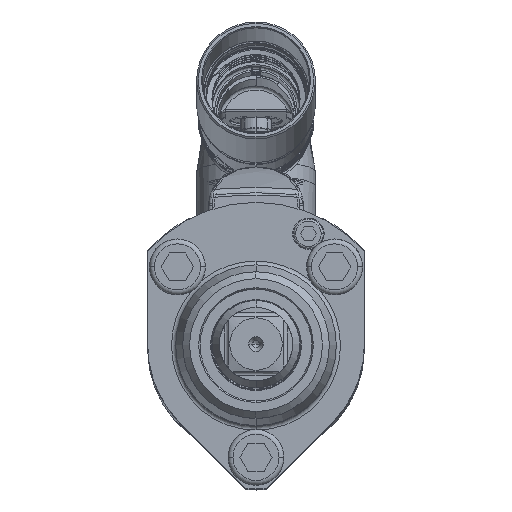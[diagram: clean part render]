
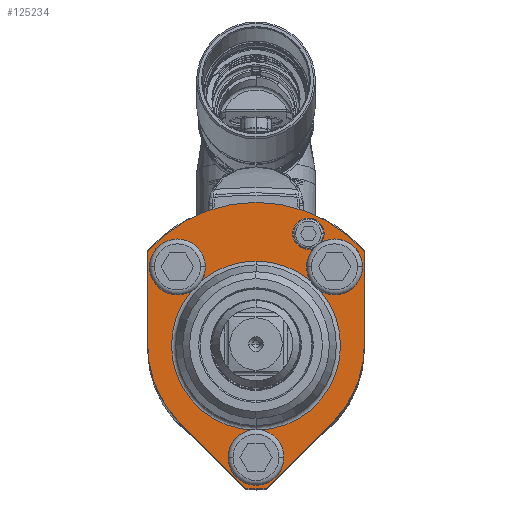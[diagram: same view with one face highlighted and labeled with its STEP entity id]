
A CAD part, top view. The second image highlights one B-rep face of the part: STEP entity #125234.
In plain terms, the highlighted planar face has unit normal (0, 0, 1).
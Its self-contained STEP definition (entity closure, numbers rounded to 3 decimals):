
#123082=DIRECTION('',(0.,-1.,0.));
#123083=VECTOR('',#123082,26.833);
#123084=CARTESIAN_POINT('',(-31.,26.833,18.));
#123085=LINE('',#123084,#123083);
#123102=DIRECTION('',(0.,1.,0.));
#123103=VECTOR('',#123102,26.833);
#123104=CARTESIAN_POINT('',(31.,0.,18.));
#123105=LINE('',#123104,#123103);
#123126=CARTESIAN_POINT('',(0.,0.,18.));
#123127=DIRECTION('',(0.,0.,-1.));
#123128=DIRECTION('',(-0.756,0.654,0.));
#123129=AXIS2_PLACEMENT_3D('',#123126,#123127,#123128);
#123131=CARTESIAN_POINT('',(0.,0.,18.));
#123132=DIRECTION('',(0.,0.,-1.));
#123133=DIRECTION('',(1.,0.,0.));
#123134=AXIS2_PLACEMENT_3D('',#123131,#123132,#123133);
#123136=DIRECTION('',(-0.707,-0.707,0.));
#123137=VECTOR('',#123136,26.833);
#123138=CARTESIAN_POINT('',(21.92,-21.92,18.));
#123139=LINE('',#123138,#123137);
#123140=CARTESIAN_POINT('',(0.,0.,18.));
#123141=DIRECTION('',(0.,0.,-1.));
#123142=DIRECTION('',(0.072,-0.997,0.));
#123143=AXIS2_PLACEMENT_3D('',#123140,#123141,#123142);
#123145=DIRECTION('',(-0.707,0.707,0.));
#123146=VECTOR('',#123145,26.833);
#123147=CARTESIAN_POINT('',(-2.947,-40.894,18.));
#123148=LINE('',#123147,#123146);
#123149=CARTESIAN_POINT('',(0.,0.,18.));
#123150=DIRECTION('',(0.,0.,-1.));
#123151=DIRECTION('',(-0.707,-0.707,0.));
#123152=AXIS2_PLACEMENT_3D('',#123149,#123150,#123151);
#123154=CARTESIAN_POINT('',(0.,-32.,18.));
#123155=DIRECTION('',(0.,0.,-1.));
#123156=DIRECTION('',(-1.,0.,0.));
#123157=AXIS2_PLACEMENT_3D('',#123154,#123155,#123156);
#123159=CARTESIAN_POINT('',(0.,-32.,18.));
#123160=DIRECTION('',(0.,0.,-1.));
#123161=DIRECTION('',(1.,0.,0.));
#123162=AXIS2_PLACEMENT_3D('',#123159,#123160,#123161);
#123164=CARTESIAN_POINT('',(22.5,22.5,18.));
#123165=DIRECTION('',(0.,0.,-1.));
#123166=DIRECTION('',(1.,0.,0.));
#123167=AXIS2_PLACEMENT_3D('',#123164,#123165,#123166);
#123169=CARTESIAN_POINT('',(22.5,22.5,18.));
#123170=DIRECTION('',(0.,0.,-1.));
#123171=DIRECTION('',(-0.462,0.887,0.));
#123172=AXIS2_PLACEMENT_3D('',#123169,#123170,#123171);
#123174=CARTESIAN_POINT('',(15.,32.,18.));
#123175=DIRECTION('',(0.,0.,1.));
#123176=DIRECTION('',(0.845,-0.535,0.));
#123177=AXIS2_PLACEMENT_3D('',#123174,#123175,#123176);
#123179=CARTESIAN_POINT('',(15.,32.,18.));
#123180=DIRECTION('',(0.,0.,1.));
#123181=DIRECTION('',(0.,1.,0.));
#123182=AXIS2_PLACEMENT_3D('',#123179,#123180,#123181);
#123184=CARTESIAN_POINT('',(15.,32.,18.));
#123185=DIRECTION('',(0.,0.,1.));
#123186=DIRECTION('',(0.,-1.,0.));
#123187=AXIS2_PLACEMENT_3D('',#123184,#123185,#123186);
#123189=CARTESIAN_POINT('',(22.5,22.5,18.));
#123190=DIRECTION('',(0.,0.,-1.));
#123191=DIRECTION('',(-1.,0.,0.));
#123192=AXIS2_PLACEMENT_3D('',#123189,#123190,#123191);
#123194=CARTESIAN_POINT('',(22.5,22.5,18.));
#123195=DIRECTION('',(0.,0.,-1.));
#123196=DIRECTION('',(-0.869,-0.494,0.));
#123197=AXIS2_PLACEMENT_3D('',#123194,#123195,#123196);
#123199=CARTESIAN_POINT('',(0.,0.,18.));
#123200=DIRECTION('',(0.,0.,1.));
#123201=DIRECTION('',(0.642,0.766,0.));
#123202=AXIS2_PLACEMENT_3D('',#123199,#123200,#123201);
#123204=CARTESIAN_POINT('',(0.,0.,18.));
#123205=DIRECTION('',(0.,0.,1.));
#123206=DIRECTION('',(0.,1.,0.));
#123207=AXIS2_PLACEMENT_3D('',#123204,#123205,#123206);
#123209=CARTESIAN_POINT('',(-22.5,22.5,18.));
#123210=DIRECTION('',(0.,0.,-1.));
#123211=DIRECTION('',(1.,0.,0.));
#123212=AXIS2_PLACEMENT_3D('',#123209,#123210,#123211);
#123214=CARTESIAN_POINT('',(-22.5,22.5,18.));
#123215=DIRECTION('',(0.,0.,-1.));
#123216=DIRECTION('',(-1.,0.,0.));
#123217=AXIS2_PLACEMENT_3D('',#123214,#123215,#123216);
#123219=CARTESIAN_POINT('',(-22.5,22.5,18.));
#123220=DIRECTION('',(0.,0.,-1.));
#123221=DIRECTION('',(0.494,-0.869,0.));
#123222=AXIS2_PLACEMENT_3D('',#123219,#123220,#123221);
#123224=CARTESIAN_POINT('',(0.,0.,18.));
#123225=DIRECTION('',(0.,0.,1.));
#123226=DIRECTION('',(-0.766,0.642,0.));
#123227=AXIS2_PLACEMENT_3D('',#123224,#123225,#123226);
#123229=CARTESIAN_POINT('',(0.,0.,18.));
#123230=DIRECTION('',(0.,0.,1.));
#123231=DIRECTION('',(0.,-1.,0.));
#123232=AXIS2_PLACEMENT_3D('',#123229,#123230,#123231);
#124429=CARTESIAN_POINT('',(0.,24.2,18.));
#124431=VERTEX_POINT('',#124429);
#124432=CARTESIAN_POINT('',(-31.,26.833,18.));
#124433=CARTESIAN_POINT('',(-31.,0.,18.));
#124434=VERTEX_POINT('',#124432);
#124435=VERTEX_POINT('',#124433);
#124436=CARTESIAN_POINT('',(31.,0.,18.));
#124437=CARTESIAN_POINT('',(31.,26.833,18.));
#124438=VERTEX_POINT('',#124436);
#124439=VERTEX_POINT('',#124437);
#124440=CARTESIAN_POINT('',(21.92,-21.92,18.));
#124441=VERTEX_POINT('',#124440);
#124442=CARTESIAN_POINT('',(2.947,-40.894,18.));
#124443=VERTEX_POINT('',#124442);
#124444=CARTESIAN_POINT('',(-2.947,-40.894,18.));
#124445=CARTESIAN_POINT('',(-21.92,-21.92,18.));
#124446=VERTEX_POINT('',#124444);
#124447=VERTEX_POINT('',#124445);
#124448=CARTESIAN_POINT('',(15.,36.5,18.));
#124449=CARTESIAN_POINT('',(15.,27.5,18.));
#124450=VERTEX_POINT('',#124448);
#124451=VERTEX_POINT('',#124449);
#124666=CARTESIAN_POINT('',(-14.5,22.5,18.));
#124667=CARTESIAN_POINT('',(-15.544,18.548,18.));
#124668=VERTEX_POINT('',#124666);
#124669=VERTEX_POINT('',#124667);
#124670=CARTESIAN_POINT('',(-18.546,15.545,18.));
#124671=CARTESIAN_POINT('',(-30.5,22.5,18.));
#124672=VERTEX_POINT('',#124670);
#124673=VERTEX_POINT('',#124671);
#124678=CARTESIAN_POINT('',(30.5,22.5,18.));
#124679=CARTESIAN_POINT('',(18.546,15.545,18.));
#124680=VERTEX_POINT('',#124678);
#124681=VERTEX_POINT('',#124679);
#124682=CARTESIAN_POINT('',(15.545,18.548,18.));
#124683=CARTESIAN_POINT('',(14.5,22.5,18.));
#124684=VERTEX_POINT('',#124682);
#124685=VERTEX_POINT('',#124683);
#124686=CARTESIAN_POINT('',(16.457,27.742,18.));
#124687=VERTEX_POINT('',#124686);
#124688=CARTESIAN_POINT('',(18.803,29.595,18.));
#124689=VERTEX_POINT('',#124688);
#124694=CARTESIAN_POINT('',(-5.15,-32.,18.));
#124695=VERTEX_POINT('',#124694);
#124696=CARTESIAN_POINT('',(5.15,-32.,18.));
#124697=VERTEX_POINT('',#124696);
#124698=CARTESIAN_POINT('',(0.,-24.2,18.));
#124699=VERTEX_POINT('',#124698);
#125183=CARTESIAN_POINT('',(0.,0.016,18.));
#125184=DIRECTION('',(0.,0.,1.));
#125185=DIRECTION('',(0.,1.,0.));
#125186=AXIS2_PLACEMENT_3D('',#125183,#125184,#125185);
#125187=PLANE('',#125186);
#125188=ORIENTED_EDGE('',*,*,#125022,.F.);
#125189=ORIENTED_EDGE('',*,*,#125046,.T.);
#125190=ORIENTED_EDGE('',*,*,#125067,.F.);
#125191=ORIENTED_EDGE('',*,*,#125087,.T.);
#125192=ORIENTED_EDGE('',*,*,#125107,.T.);
#125193=ORIENTED_EDGE('',*,*,#125128,.T.);
#125194=ORIENTED_EDGE('',*,*,#125151,.T.);
#125195=ORIENTED_EDGE('',*,*,#125170,.T.);
#125196=EDGE_LOOP('',(#125188,#125189,#125190,#125191,#125192,#125193,#125194,
#125195));
#125197=FACE_OUTER_BOUND('',#125196,.F.);
#125199=ORIENTED_EDGE('',*,*,#125198,.F.);
#125201=ORIENTED_EDGE('',*,*,#125200,.F.);
#125202=EDGE_LOOP('',(#125199,#125201));
#125203=FACE_BOUND('',#125202,.F.);
#125205=ORIENTED_EDGE('',*,*,#125204,.F.);
#125207=ORIENTED_EDGE('',*,*,#125206,.F.);
#125209=ORIENTED_EDGE('',*,*,#125208,.T.);
#125211=ORIENTED_EDGE('',*,*,#125210,.T.);
#125213=ORIENTED_EDGE('',*,*,#125212,.T.);
#125215=ORIENTED_EDGE('',*,*,#125214,.F.);
#125217=ORIENTED_EDGE('',*,*,#125216,.F.);
#125219=ORIENTED_EDGE('',*,*,#125218,.T.);
#125221=ORIENTED_EDGE('',*,*,#125220,.T.);
#125223=ORIENTED_EDGE('',*,*,#125222,.F.);
#125225=ORIENTED_EDGE('',*,*,#125224,.F.);
#125227=ORIENTED_EDGE('',*,*,#125226,.F.);
#125229=ORIENTED_EDGE('',*,*,#125228,.T.);
#125231=ORIENTED_EDGE('',*,*,#125230,.T.);
#125232=EDGE_LOOP('',(#125205,#125207,#125209,#125211,#125213,#125215,#125217,
#125219,#125221,#125223,#125225,#125227,#125229,#125231));
#125233=FACE_BOUND('',#125232,.F.);
#123130=CIRCLE('',#123129,41.);
#123135=CIRCLE('',#123134,31.);
#123144=CIRCLE('',#123143,41.);
#123153=CIRCLE('',#123152,31.);
#123158=CIRCLE('',#123157,5.15);
#123163=CIRCLE('',#123162,5.15);
#123168=CIRCLE('',#123167,8.);
#123173=CIRCLE('',#123172,8.);
#123178=CIRCLE('',#123177,4.5);
#123183=CIRCLE('',#123182,4.5);
#123188=CIRCLE('',#123187,4.5);
#123193=CIRCLE('',#123192,8.);
#123198=CIRCLE('',#123197,8.);
#123203=CIRCLE('',#123202,24.2);
#123208=CIRCLE('',#123207,24.2);
#123213=CIRCLE('',#123212,8.);
#123218=CIRCLE('',#123217,8.);
#123223=CIRCLE('',#123222,8.);
#123228=CIRCLE('',#123227,24.2);
#123233=CIRCLE('',#123232,24.2);
#125022=EDGE_CURVE('',#124434,#124435,#123085,.T.);
#125046=EDGE_CURVE('',#124434,#124439,#123130,.T.);
#125067=EDGE_CURVE('',#124438,#124439,#123105,.T.);
#125087=EDGE_CURVE('',#124438,#124441,#123135,.T.);
#125107=EDGE_CURVE('',#124441,#124443,#123139,.T.);
#125128=EDGE_CURVE('',#124443,#124446,#123144,.T.);
#125151=EDGE_CURVE('',#124446,#124447,#123148,.T.);
#125170=EDGE_CURVE('',#124447,#124435,#123153,.T.);
#125198=EDGE_CURVE('',#124695,#124697,#123158,.T.);
#125200=EDGE_CURVE('',#124697,#124695,#123163,.T.);
#125204=EDGE_CURVE('',#124680,#124681,#123168,.T.);
#125206=EDGE_CURVE('',#124689,#124680,#123173,.T.);
#125208=EDGE_CURVE('',#124689,#124450,#123178,.T.);
#125210=EDGE_CURVE('',#124450,#124451,#123183,.T.);
#125212=EDGE_CURVE('',#124451,#124687,#123188,.T.);
#125214=EDGE_CURVE('',#124685,#124687,#123193,.T.);
#125216=EDGE_CURVE('',#124684,#124685,#123198,.T.);
#125218=EDGE_CURVE('',#124684,#124431,#123203,.T.);
#125220=EDGE_CURVE('',#124431,#124669,#123208,.T.);
#125222=EDGE_CURVE('',#124668,#124669,#123213,.T.);
#125224=EDGE_CURVE('',#124673,#124668,#123218,.T.);
#125226=EDGE_CURVE('',#124672,#124673,#123223,.T.);
#125228=EDGE_CURVE('',#124672,#124699,#123228,.T.);
#125230=EDGE_CURVE('',#124699,#124681,#123233,.T.);
#125234=ADVANCED_FACE('',(#125197,#125203,#125233),#125187,.T.);
